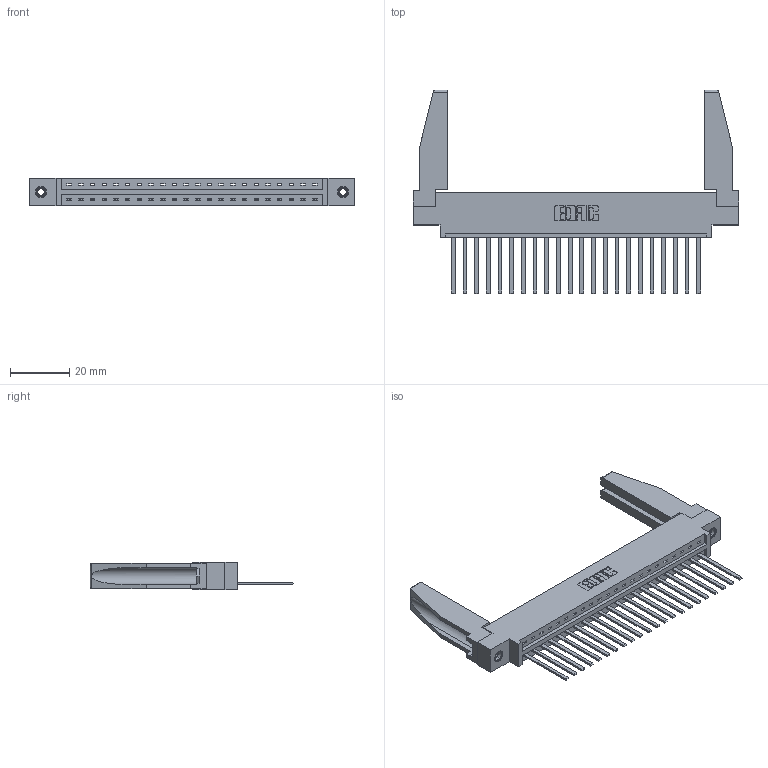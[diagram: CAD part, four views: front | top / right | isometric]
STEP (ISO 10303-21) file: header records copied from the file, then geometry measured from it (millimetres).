
FILE_DESCRIPTION (( 'STEP AP203' ), '1' );
FILE_NAME ('387-022-544-678.STEP', '2019-10-03T01:57:12', ( '' ), ( '' ), 'SwSTEP 2.0', 'SolidWorks 2016', '' );
FILE_SCHEMA (( 'CONFIG_CONTROL_DESIGN' ));
Length unit declared in the file: inch
Products named in the file (5): 387-022-544-678; 345-250-001_345-250-001-102; 345-292-001_345-293-144; 337 Part_0.170 Offset - 0.156 Dia-TI; 307-220-078
Assembly tree (27 placements, depth 2):
  387-022-544-678
    337 Part_0.170 Offset - 0.156 Dia-TI
    345-292-001_345-293-144  x22
    345-250-001_345-250-001-102  x2
    307-220-078  x2
Bounding box: 110.19 x 69.09 x 9.4 mm (x, y, z)
Volume: 15332.2 mm3; surface area: 16377.5 mm2
Topology: 27 solids, 27 shells, 1480 faces, 4393 edges, 2890 vertices
Faces by surface type: plane 1082, cylinder 382, cone 12, torus 4
Entity records: 21328 total; most frequent: CARTESIAN_POINT 3706, ORIENTED_EDGE 3620, DIRECTION 3166, EDGE_CURVE 1810, LINE 1648, VECTOR 1648, VERTEX_POINT 1200, AXIS2_PLACEMENT_3D 759
